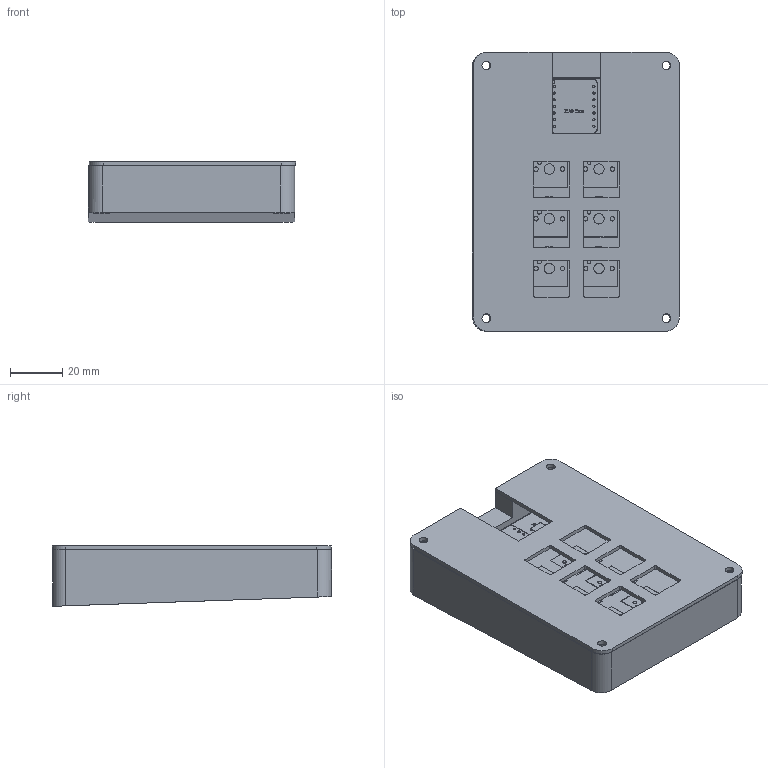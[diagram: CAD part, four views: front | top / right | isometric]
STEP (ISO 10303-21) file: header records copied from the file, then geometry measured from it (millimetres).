
FILE_DESCRIPTION(/* description */ (''),/* implementation_level */ '2;1');
FILE_NAME(/* name */ 'fullHackpad.step',/* time_stamp */ '2025-11-30T17:00:18-06:00',/* author */ (''),/* organization */ (''),/* preprocessor_version */ 'ST-DEVELOPER v20.1',/* originating_system */ 'Autodesk Translation Framework v14.21.0.0',/* authorisation */ '');
FILE_SCHEMA (('AUTOMOTIVE_DESIGN { 1 0 10303 214 3 1 1 }'));
Length unit declared in the file: millimetre
Products named in the file (10): (Unsaved); caseformacropad; macropad; Macropad 1; Macropad_silkscreen; Macropad_silkscreen_1; Macropad_soldermask; Macropad_soldermask_1; Macropad_PCB; macropadlid
Assembly tree (9 placements, depth 3):
  (Unsaved)
    caseformacropad
      macropad
    Macropad 1
      Macropad_silkscreen
      Macropad_silkscreen_1
      Macropad_soldermask
      Macropad_soldermask_1
      Macropad_PCB
    macropadlid
Bounding box: 79.35 x 106.93 x 23.22 mm (x, y, z)
Volume: 130439.1 mm3; surface area: 62700.1 mm2
Topology: 3 solids, 79 shells, 467 faces, 2550 edges, 2187 vertices
Faces by surface type: plane 217, bspline 162, cylinder 88
Full cylindrical faces by diameter (mm): 0.889 x14, 1.5 x12, 1.7 x12, 3.4 x8, 4 x6, 6 x4
Entity records: 27844 total; most frequent: CARTESIAN_POINT 7977, ORIENTED_EDGE 3639, DIRECTION 3460, EDGE_CURVE 2550, VERTEX_POINT 2187, LINE 1640, VECTOR 1640, AXIS2_PLACEMENT_3D 910
